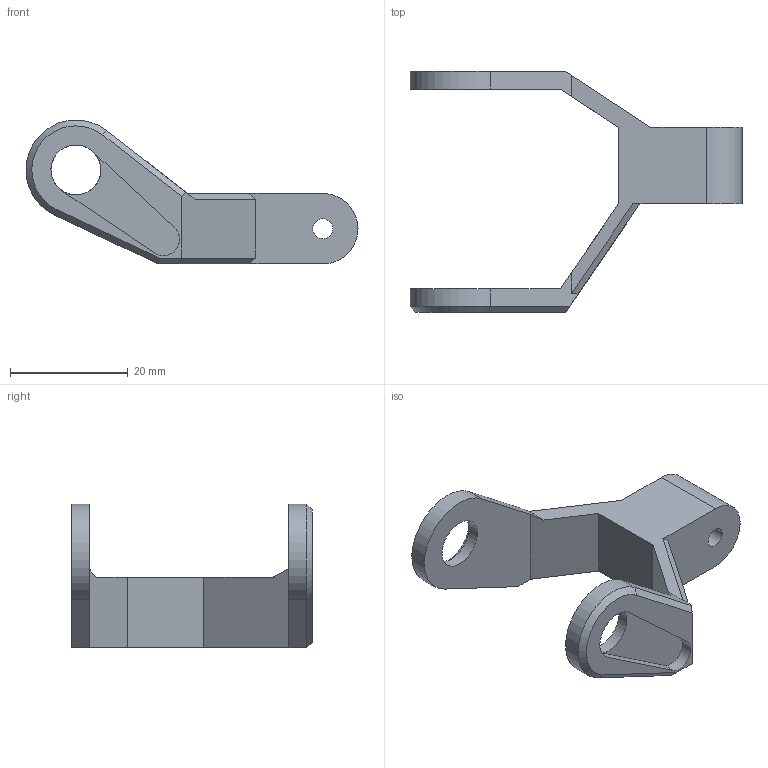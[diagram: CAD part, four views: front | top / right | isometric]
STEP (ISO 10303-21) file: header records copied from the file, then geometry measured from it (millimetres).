
FILE_DESCRIPTION(('FreeCAD Model'),'2;1');
FILE_NAME('leftLegB.step', '2016-01-13T17:36:55',('Author'),(''), 'Open CASCADE STEP processor 6.8','FreeCAD','Unknown');
FILE_SCHEMA(('AUTOMOTIVE_DESIGN_CC2 { 1 2 10303 214 -1 1 5 4 }'));
Length unit declared in the file: millimetre
Products named in the file (1): Clone_of_legB_(Mirror_#31)
Bounding box: 56.49 x 41 x 24.5 mm (x, y, z)
Volume: 6395.8 mm3; surface area: 4416.7 mm2
Topology: 2 solids, 2 shells, 39 faces, 101 edges, 67 vertices
Faces by surface type: plane 27, cylinder 11, cone 1
Full cylindrical faces by diameter (mm): 3.4 x1, 8.5 x2, 10.5 x1
Entity records: 2564 total; most frequent: CARTESIAN_POINT 458, DIRECTION 395, LINE 265, VECTOR 265, ORIENTED_EDGE 202, PCURVE 202, DEFINITIONAL_REPRESENTATION 202, EDGE_CURVE 101
